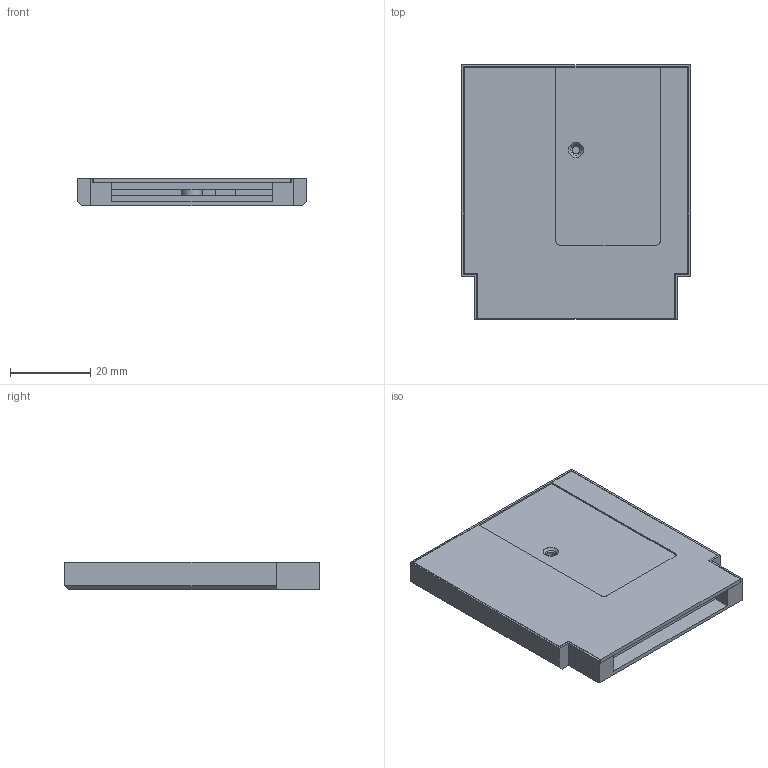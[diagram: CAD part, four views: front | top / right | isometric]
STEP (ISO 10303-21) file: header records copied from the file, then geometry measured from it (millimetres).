
FILE_DESCRIPTION(/* description */ (''),/* implementation_level */ '2;1');
FILE_NAME(/* name */ 'TinyTendo Cartridge-Shell.step',/* time_stamp */ '2023-03-31T13:03:38-05:00',/* author */ (''),/* organization */ (''),/* preprocessor_version */ 'ST-DEVELOPER v19.2',/* originating_system */ 'Autodesk Translation Framework v11.17.0.187',/* authorisation */ '');
FILE_SCHEMA (('AUTOMOTIVE_DESIGN { 1 0 10303 214 3 1 1 }'));
Length unit declared in the file: millimetre
Products named in the file (1): TinyTendo Cart-Shell (v2~recovered)
Bounding box: 57 x 63.5 x 6.8 mm (x, y, z)
Volume: 13207.7 mm3; surface area: 23701.8 mm2
Topology: 3 solids, 3 shells, 126 faces, 349 edges, 232 vertices
Faces by surface type: plane 117, cylinder 7, cone 2
Full cylindrical faces by diameter (mm): 1.9 x1, 2.2 x1, 3.8 x1, 5 x1, 20.5 x1
Entity records: 4018 total; most frequent: CARTESIAN_POINT 745, ORIENTED_EDGE 698, DIRECTION 615, EDGE_CURVE 349, LINE 331, VECTOR 331, VERTEX_POINT 232, AXIS2_PLACEMENT_3D 142
